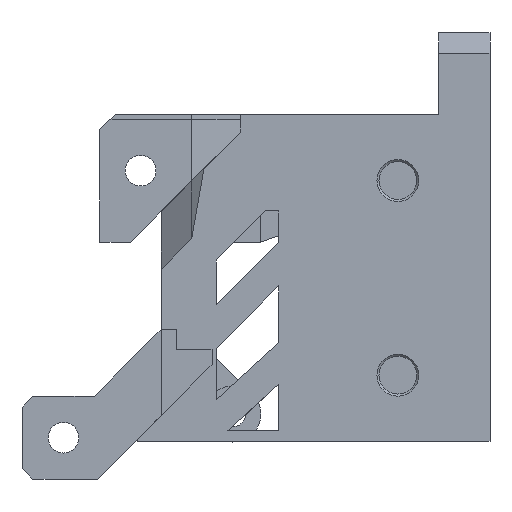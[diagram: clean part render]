
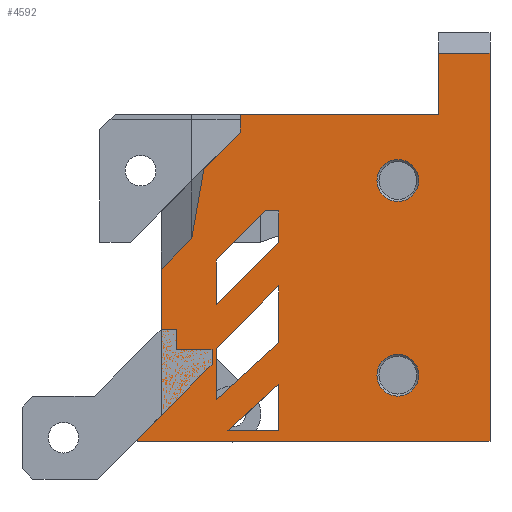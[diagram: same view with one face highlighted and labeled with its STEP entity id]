
A CAD part, left-side view. The second image highlights one B-rep face of the part: STEP entity #4592.
In plain terms, the highlighted planar face has unit normal (-1, 0, 0).
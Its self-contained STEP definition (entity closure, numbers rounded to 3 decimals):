
#171=FACE_BOUND('',#749,.T.);
#172=FACE_BOUND('',#750,.T.);
#173=FACE_BOUND('',#751,.T.);
#174=FACE_BOUND('',#752,.T.);
#175=FACE_BOUND('',#753,.T.);
#277=PLANE('',#4911);
#481=FACE_OUTER_BOUND('',#748,.T.);
#748=EDGE_LOOP('',(#3541,#3542,#3543,#3544,#3545,#3546,#3547,#3548,#3549,
#3550,#3551,#3552,#3553,#3554));
#749=EDGE_LOOP('',(#3555,#3556,#3557));
#750=EDGE_LOOP('',(#3558));
#751=EDGE_LOOP('',(#3559));
#752=EDGE_LOOP('',(#3560,#3561,#3562,#3563,#3564));
#753=EDGE_LOOP('',(#3565,#3566,#3567,#3568));
#1120=LINE('',#6638,#1643);
#1158=LINE('',#6735,#1681);
#1159=LINE('',#6737,#1682);
#1160=LINE('',#6739,#1683);
#1161=LINE('',#6741,#1684);
#1162=LINE('',#6743,#1685);
#1163=LINE('',#6745,#1686);
#1164=LINE('',#6747,#1687);
#1165=LINE('',#6749,#1688);
#1166=LINE('',#6751,#1689);
#1167=LINE('',#6753,#1690);
#1168=LINE('',#6755,#1691);
#1169=LINE('',#6757,#1692);
#1170=LINE('',#6758,#1693);
#1171=LINE('',#6761,#1694);
#1172=LINE('',#6763,#1695);
#1173=LINE('',#6764,#1696);
#1174=LINE('',#6771,#1697);
#1175=LINE('',#6773,#1698);
#1176=LINE('',#6775,#1699);
#1177=LINE('',#6777,#1700);
#1178=LINE('',#6778,#1701);
#1179=LINE('',#6781,#1702);
#1180=LINE('',#6783,#1703);
#1181=LINE('',#6785,#1704);
#1182=LINE('',#6786,#1705);
#1643=VECTOR('',#5446,10.);
#1681=VECTOR('',#5512,10.);
#1682=VECTOR('',#5515,10.);
#1683=VECTOR('',#5518,10.);
#1684=VECTOR('',#5519,10.);
#1685=VECTOR('',#5520,10.);
#1686=VECTOR('',#5521,10.);
#1687=VECTOR('',#5522,10.);
#1688=VECTOR('',#5523,10.);
#1689=VECTOR('',#5524,10.);
#1690=VECTOR('',#5525,10.);
#1691=VECTOR('',#5526,10.);
#1692=VECTOR('',#5527,10.);
#1693=VECTOR('',#5528,10.);
#1694=VECTOR('',#5529,10.);
#1695=VECTOR('',#5530,10.);
#1696=VECTOR('',#5531,10.);
#1697=VECTOR('',#5536,10.);
#1698=VECTOR('',#5537,10.);
#1699=VECTOR('',#5538,10.);
#1700=VECTOR('',#5539,10.);
#1701=VECTOR('',#5540,10.);
#1702=VECTOR('',#5541,10.);
#1703=VECTOR('',#5542,10.);
#1704=VECTOR('',#5543,10.);
#1705=VECTOR('',#5544,10.);
#2035=CIRCLE('',#4912,2.05);
#2036=CIRCLE('',#4913,2.05);
#2172=VERTEX_POINT('',#6584);
#2176=VERTEX_POINT('',#6593);
#2191=VERTEX_POINT('',#6635);
#2192=VERTEX_POINT('',#6637);
#2237=VERTEX_POINT('',#6733);
#2238=VERTEX_POINT('',#6740);
#2239=VERTEX_POINT('',#6742);
#2240=VERTEX_POINT('',#6744);
#2241=VERTEX_POINT('',#6746);
#2242=VERTEX_POINT('',#6748);
#2243=VERTEX_POINT('',#6750);
#2244=VERTEX_POINT('',#6752);
#2245=VERTEX_POINT('',#6754);
#2246=VERTEX_POINT('',#6756);
#2247=VERTEX_POINT('',#6759);
#2248=VERTEX_POINT('',#6760);
#2249=VERTEX_POINT('',#6762);
#2250=VERTEX_POINT('',#6765);
#2251=VERTEX_POINT('',#6767);
#2252=VERTEX_POINT('',#6769);
#2253=VERTEX_POINT('',#6770);
#2254=VERTEX_POINT('',#6772);
#2255=VERTEX_POINT('',#6774);
#2256=VERTEX_POINT('',#6776);
#2257=VERTEX_POINT('',#6779);
#2258=VERTEX_POINT('',#6780);
#2259=VERTEX_POINT('',#6782);
#2260=VERTEX_POINT('',#6784);
#2672=EDGE_CURVE('',#2191,#2192,#1120,.T.);
#2721=EDGE_CURVE('',#2191,#2237,#1158,.T.);
#2722=EDGE_CURVE('',#2237,#2172,#1159,.T.);
#2723=EDGE_CURVE('',#2172,#2176,#1160,.T.);
#2724=EDGE_CURVE('',#2176,#2238,#1161,.T.);
#2725=EDGE_CURVE('',#2238,#2239,#1162,.T.);
#2726=EDGE_CURVE('',#2239,#2240,#1163,.T.);
#2727=EDGE_CURVE('',#2240,#2241,#1164,.T.);
#2728=EDGE_CURVE('',#2241,#2242,#1165,.T.);
#2729=EDGE_CURVE('',#2242,#2243,#1166,.T.);
#2730=EDGE_CURVE('',#2243,#2244,#1167,.T.);
#2731=EDGE_CURVE('',#2245,#2244,#1168,.T.);
#2732=EDGE_CURVE('',#2246,#2245,#1169,.T.);
#2733=EDGE_CURVE('',#2246,#2192,#1170,.T.);
#2734=EDGE_CURVE('',#2247,#2248,#1171,.T.);
#2735=EDGE_CURVE('',#2248,#2249,#1172,.T.);
#2736=EDGE_CURVE('',#2249,#2247,#1173,.T.);
#2737=EDGE_CURVE('',#2250,#2250,#2035,.T.);
#2738=EDGE_CURVE('',#2251,#2251,#2036,.T.);
#2739=EDGE_CURVE('',#2252,#2253,#1174,.T.);
#2740=EDGE_CURVE('',#2253,#2254,#1175,.T.);
#2741=EDGE_CURVE('',#2254,#2255,#1176,.T.);
#2742=EDGE_CURVE('',#2255,#2256,#1177,.T.);
#2743=EDGE_CURVE('',#2256,#2252,#1178,.T.);
#2744=EDGE_CURVE('',#2257,#2258,#1179,.T.);
#2745=EDGE_CURVE('',#2258,#2259,#1180,.T.);
#2746=EDGE_CURVE('',#2259,#2260,#1181,.T.);
#2747=EDGE_CURVE('',#2260,#2257,#1182,.T.);
#3541=ORIENTED_EDGE('',*,*,#2721,.T.);
#3542=ORIENTED_EDGE('',*,*,#2722,.T.);
#3543=ORIENTED_EDGE('',*,*,#2723,.T.);
#3544=ORIENTED_EDGE('',*,*,#2724,.T.);
#3545=ORIENTED_EDGE('',*,*,#2725,.T.);
#3546=ORIENTED_EDGE('',*,*,#2726,.T.);
#3547=ORIENTED_EDGE('',*,*,#2727,.T.);
#3548=ORIENTED_EDGE('',*,*,#2728,.T.);
#3549=ORIENTED_EDGE('',*,*,#2729,.T.);
#3550=ORIENTED_EDGE('',*,*,#2730,.T.);
#3551=ORIENTED_EDGE('',*,*,#2731,.F.);
#3552=ORIENTED_EDGE('',*,*,#2732,.F.);
#3553=ORIENTED_EDGE('',*,*,#2733,.T.);
#3554=ORIENTED_EDGE('',*,*,#2672,.F.);
#3555=ORIENTED_EDGE('',*,*,#2734,.T.);
#3556=ORIENTED_EDGE('',*,*,#2735,.T.);
#3557=ORIENTED_EDGE('',*,*,#2736,.T.);
#3558=ORIENTED_EDGE('',*,*,#2737,.F.);
#3559=ORIENTED_EDGE('',*,*,#2738,.F.);
#3560=ORIENTED_EDGE('',*,*,#2739,.T.);
#3561=ORIENTED_EDGE('',*,*,#2740,.T.);
#3562=ORIENTED_EDGE('',*,*,#2741,.T.);
#3563=ORIENTED_EDGE('',*,*,#2742,.T.);
#3564=ORIENTED_EDGE('',*,*,#2743,.T.);
#3565=ORIENTED_EDGE('',*,*,#2744,.T.);
#3566=ORIENTED_EDGE('',*,*,#2745,.T.);
#3567=ORIENTED_EDGE('',*,*,#2746,.T.);
#3568=ORIENTED_EDGE('',*,*,#2747,.T.);
#4592=ADVANCED_FACE('',(#481,#171,#172,#173,#174,#175),#277,.T.);
#4911=AXIS2_PLACEMENT_3D('',#6738,#5516,#5517);
#4912=AXIS2_PLACEMENT_3D('',#6766,#5532,#5533);
#4913=AXIS2_PLACEMENT_3D('',#6768,#5534,#5535);
#5446=DIRECTION('',(0.,-1.,0.));
#5512=DIRECTION('',(0.,0.,-1.));
#5515=DIRECTION('',(0.,1.,0.));
#5516=DIRECTION('center_axis',(-1.,0.,0.));
#5517=DIRECTION('ref_axis',(0.,0.,-1.));
#5518=DIRECTION('',(0.,1.,0.));
#5519=DIRECTION('',(0.,-0.928,-0.371));
#5520=DIRECTION('',(0.,0.,-1.));
#5521=DIRECTION('',(0.,0.707,-0.707));
#5522=DIRECTION('',(0.,0.,-1.));
#5523=DIRECTION('',(0.,0.707,-0.707));
#5524=DIRECTION('',(0.,0.,-1.));
#5525=DIRECTION('',(0.,-1.,0.));
#5526=DIRECTION('',(0.,0.,-1.));
#5527=DIRECTION('',(0.,-1.,0.));
#5528=DIRECTION('',(0.,0.,-1.));
#5529=DIRECTION('',(0.,-0.737,0.676));
#5530=DIRECTION('',(0.,0.,-1.));
#5531=DIRECTION('',(0.,1.,0.));
#5532=DIRECTION('center_axis',(-1.,0.,0.));
#5533=DIRECTION('ref_axis',(0.,-1.,0.));
#5534=DIRECTION('center_axis',(-1.,0.,0.));
#5535=DIRECTION('ref_axis',(0.,-1.,0.));
#5536=DIRECTION('',(0.,0.,1.));
#5537=DIRECTION('',(0.,-0.707,0.707));
#5538=DIRECTION('',(0.,-1.,0.));
#5539=DIRECTION('',(0.,0.,-1.));
#5540=DIRECTION('',(0.,0.707,-0.707));
#5541=DIRECTION('',(0.,-0.707,0.707));
#5542=DIRECTION('',(0.,0.,-1.));
#5543=DIRECTION('',(0.,0.737,-0.676));
#5544=DIRECTION('',(0.,0.,1.));
#6584=CARTESIAN_POINT('',(-20.,-0.3,5.5));
#6593=CARTESIAN_POINT('',(-20.,-0.276,5.5));
#6635=CARTESIAN_POINT('',(-20.,-10.043,6.));
#6637=CARTESIAN_POINT('',(-20.,-29.5,6.));
#6638=CARTESIAN_POINT('',(-20.,0.,6.));
#6733=CARTESIAN_POINT('',(-20.,-10.043,5.5));
#6735=CARTESIAN_POINT('',(-20.,-10.043,5.75));
#6737=CARTESIAN_POINT('',(-20.,0.,5.5));
#6738=CARTESIAN_POINT('Origin',(-20.,0.,6.));
#6739=CARTESIAN_POINT('',(-20.,0.,5.5));
#6740=CARTESIAN_POINT('',(-20.,-5.276,3.5));
#6741=CARTESIAN_POINT('',(-20.,-2.571,4.582));
#6742=CARTESIAN_POINT('',(-20.,-5.276,-0.5));
#6743=CARTESIAN_POINT('',(-20.,-5.276,2.75));
#6744=CARTESIAN_POINT('',(-20.,-2.276,-3.5));
#6745=CARTESIAN_POINT('',(-20.,-4.082,-1.694));
#6746=CARTESIAN_POINT('',(-20.,-2.276,-23.527));
#6747=CARTESIAN_POINT('',(-20.,-2.276,-8.763));
#6748=CARTESIAN_POINT('',(-20.,0.,-25.803));
#6749=CARTESIAN_POINT('',(-20.,-6.089,-19.714));
#6750=CARTESIAN_POINT('',(-20.,0.,-26.));
#6751=CARTESIAN_POINT('',(-20.,0.,6.));
#6752=CARTESIAN_POINT('',(-20.,-34.5,-26.));
#6753=CARTESIAN_POINT('',(-20.,0.,-26.));
#6754=CARTESIAN_POINT('',(-20.,-34.5,12.));
#6755=CARTESIAN_POINT('',(-20.,-34.5,14.));
#6756=CARTESIAN_POINT('',(-20.,-29.5,12.));
#6757=CARTESIAN_POINT('',(-20.,-14.75,12.));
#6758=CARTESIAN_POINT('',(-20.,-29.5,14.));
#6759=CARTESIAN_POINT('',(-20.,-8.8,-25.));
#6760=CARTESIAN_POINT('',(-20.,-13.8,-20.417));
#6761=CARTESIAN_POINT('',(-20.,-16.63,-17.823));
#6762=CARTESIAN_POINT('',(-20.,-13.8,-25.));
#6763=CARTESIAN_POINT('',(-20.,-13.8,-9.5));
#6764=CARTESIAN_POINT('',(-20.,-4.4,-25.));
#6765=CARTESIAN_POINT('',(-20.,-23.425,-0.465));
#6766=CARTESIAN_POINT('Origin',(-20.,-25.475,-0.465));
#6767=CARTESIAN_POINT('',(-20.,-23.425,-19.535));
#6768=CARTESIAN_POINT('Origin',(-20.,-25.475,-19.535));
#6769=CARTESIAN_POINT('',(-20.,-7.7,-12.65));
#6770=CARTESIAN_POINT('',(-20.,-7.7,-8.25));
#6771=CARTESIAN_POINT('',(-20.,-7.7,-1.125));
#6772=CARTESIAN_POINT('',(-20.,-12.5,-3.45));
#6773=CARTESIAN_POINT('',(-20.,-11.738,-4.212));
#6774=CARTESIAN_POINT('',(-20.,-13.8,-3.45));
#6775=CARTESIAN_POINT('',(-20.,-6.9,-3.45));
#6776=CARTESIAN_POINT('',(-20.,-13.8,-6.55));
#6777=CARTESIAN_POINT('',(-20.,-13.8,-0.275));
#6778=CARTESIAN_POINT('',(-20.,-10.438,-9.912));
#6779=CARTESIAN_POINT('',(-20.,-7.7,-16.893));
#6780=CARTESIAN_POINT('',(-20.,-13.8,-10.793));
#6781=CARTESIAN_POINT('',(-20.,-14.548,-10.044));
#6782=CARTESIAN_POINT('',(-20.,-13.8,-16.347));
#6783=CARTESIAN_POINT('',(-20.,-13.8,-5.174));
#6784=CARTESIAN_POINT('',(-20.,-7.7,-21.939));
#6785=CARTESIAN_POINT('',(-20.,-12.566,-17.478));
#6786=CARTESIAN_POINT('',(-20.,-7.7,-5.446));
